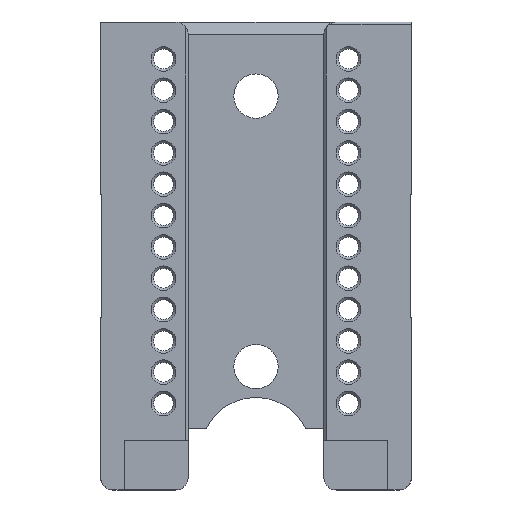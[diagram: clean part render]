
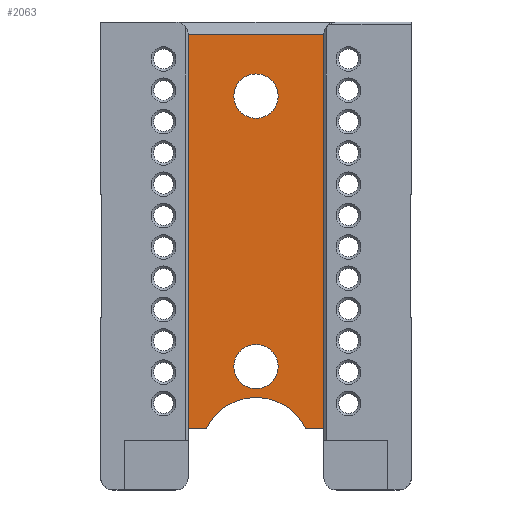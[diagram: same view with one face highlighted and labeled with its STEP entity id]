
A CAD part, top view. The second image highlights one B-rep face of the part: STEP entity #2063.
In plain terms, the highlighted planar face has unit normal (0, 0, 1).
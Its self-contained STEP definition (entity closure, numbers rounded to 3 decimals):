
#113=FACE_BOUND('',#465,.T.);
#114=FACE_BOUND('',#466,.T.);
#165=CIRCLE('',#2245,4.5);
#179=CIRCLE('',#2264,1.8);
#180=CIRCLE('',#2265,1.8);
#295=FACE_OUTER_BOUND('',#464,.T.);
#464=EDGE_LOOP('',(#1620,#1621,#1622,#1623,#1624,#1625));
#465=EDGE_LOOP('',(#1626));
#466=EDGE_LOOP('',(#1627));
#635=LINE('',#3336,#813);
#640=LINE('',#3374,#818);
#641=LINE('',#3376,#819);
#642=LINE('',#3378,#820);
#643=LINE('',#3379,#821);
#813=VECTOR('',#2652,10.);
#818=VECTOR('',#2691,10.);
#819=VECTOR('',#2692,10.);
#820=VECTOR('',#2693,10.);
#821=VECTOR('',#2694,10.);
#1021=VERTEX_POINT('',#3329);
#1022=VERTEX_POINT('',#3331);
#1023=VERTEX_POINT('',#3335);
#1039=VERTEX_POINT('',#3373);
#1040=VERTEX_POINT('',#3375);
#1041=VERTEX_POINT('',#3377);
#1042=VERTEX_POINT('',#3380);
#1043=VERTEX_POINT('',#3382);
#1231=EDGE_CURVE('',#1022,#1021,#165,.T.);
#1233=EDGE_CURVE('',#1023,#1022,#635,.T.);
#1252=EDGE_CURVE('',#1021,#1039,#640,.T.);
#1253=EDGE_CURVE('',#1040,#1039,#641,.T.);
#1254=EDGE_CURVE('',#1040,#1041,#642,.T.);
#1255=EDGE_CURVE('',#1023,#1041,#643,.T.);
#1256=EDGE_CURVE('',#1042,#1042,#179,.T.);
#1257=EDGE_CURVE('',#1043,#1043,#180,.T.);
#1620=ORIENTED_EDGE('',*,*,#1231,.T.);
#1621=ORIENTED_EDGE('',*,*,#1252,.T.);
#1622=ORIENTED_EDGE('',*,*,#1253,.F.);
#1623=ORIENTED_EDGE('',*,*,#1254,.T.);
#1624=ORIENTED_EDGE('',*,*,#1255,.F.);
#1625=ORIENTED_EDGE('',*,*,#1233,.T.);
#1626=ORIENTED_EDGE('',*,*,#1256,.T.);
#1627=ORIENTED_EDGE('',*,*,#1257,.T.);
#2022=PLANE('',#2263);
#2063=ADVANCED_FACE('',(#295,#113,#114),#2022,.F.);
#2245=AXIS2_PLACEMENT_3D('',#3332,#2647,#2648);
#2263=AXIS2_PLACEMENT_3D('',#3372,#2689,#2690);
#2264=AXIS2_PLACEMENT_3D('',#3381,#2695,#2696);
#2265=AXIS2_PLACEMENT_3D('',#3383,#2697,#2698);
#2647=DIRECTION('center_axis',(0.,0.,-1.));
#2648=DIRECTION('ref_axis',(-1.,0.,0.));
#2652=DIRECTION('',(1.,0.,0.));
#2689=DIRECTION('center_axis',(0.,0.,-1.));
#2690=DIRECTION('ref_axis',(0.,1.,0.));
#2691=DIRECTION('',(1.,0.,0.));
#2692=DIRECTION('',(0.,-1.,0.));
#2693=DIRECTION('',(-1.,0.,0.));
#2694=DIRECTION('',(0.,1.,0.));
#2695=DIRECTION('center_axis',(0.,0.,-1.));
#2696=DIRECTION('ref_axis',(-1.,0.,0.));
#2697=DIRECTION('center_axis',(0.,0.,-1.));
#2698=DIRECTION('ref_axis',(-1.,0.,0.));
#3329=CARTESIAN_POINT('',(4.031,-28.,-29.7));
#3331=CARTESIAN_POINT('',(-4.031,-28.,-29.7));
#3332=CARTESIAN_POINT('Origin',(0.,-30.,
-29.7));
#3335=CARTESIAN_POINT('',(-5.5,-28.,-29.7));
#3336=CARTESIAN_POINT('',(-5.05,-28.,-29.7));
#3372=CARTESIAN_POINT('Origin',(0.,-12.03,-29.7));
#3373=CARTESIAN_POINT('',(5.5,-28.,-29.7));
#3374=CARTESIAN_POINT('',(-5.05,-28.,-29.7));
#3375=CARTESIAN_POINT('',(5.5,3.94,-29.7));
#3376=CARTESIAN_POINT('',(5.5,-4.645,-29.7));
#3377=CARTESIAN_POINT('',(-5.5,3.94,-29.7));
#3378=CARTESIAN_POINT('',(5.05,3.94,-29.7));
#3379=CARTESIAN_POINT('',(-5.5,-19.415,-29.7));
#3380=CARTESIAN_POINT('',(1.8,-23.,-29.7));
#3381=CARTESIAN_POINT('Origin',(0.,-23.,-29.7));
#3382=CARTESIAN_POINT('',(1.8,-1.06,-29.7));
#3383=CARTESIAN_POINT('Origin',(0.,-1.06,
-29.7));
